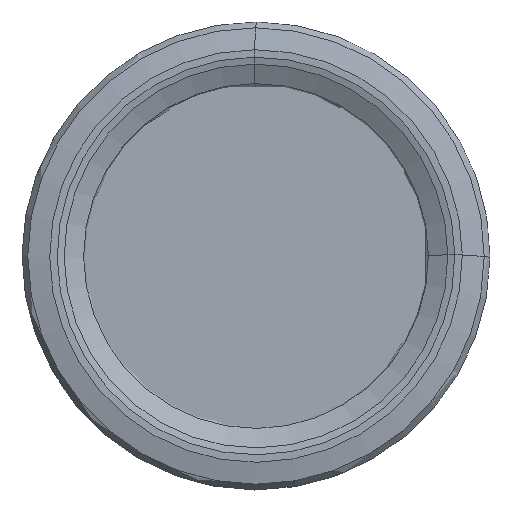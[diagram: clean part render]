
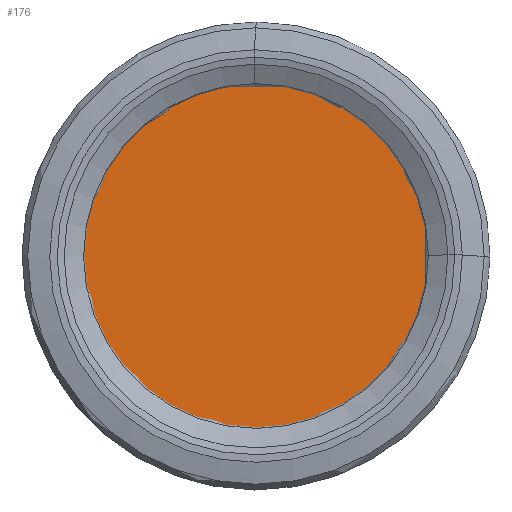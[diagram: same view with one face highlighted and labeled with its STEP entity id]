
A CAD part, left-side view. The second image highlights one B-rep face of the part: STEP entity #176.
In plain terms, the highlighted planar face has unit normal (-1, 0, 0).
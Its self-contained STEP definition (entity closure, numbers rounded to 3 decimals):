
#123=PLANE('',#795);
#176=ADVANCED_FACE('',(#237),#123,.F.);
#237=FACE_OUTER_BOUND('',#311,.T.);
#311=EDGE_LOOP('',(#533));
#369=CIRCLE('',#793,46.776);
#533=ORIENTED_EDGE('',*,*,#667,.T.);
#585=VERTEX_POINT('',#1589);
#667=EDGE_CURVE('',#585,#585,#369,.T.);
#793=AXIS2_PLACEMENT_3D('',#1588,#977,#978);
#795=AXIS2_PLACEMENT_3D('',#1591,#981,#982);
#977=DIRECTION('',(-1.,0.,0.));
#978=DIRECTION('',(0.,0.,1.));
#981=DIRECTION('',(1.,0.,0.));
#982=DIRECTION('',(0.,0.,-1.));
#1588=CARTESIAN_POINT('',(4.,0.,0.));
#1589=CARTESIAN_POINT('',(4.,0.,46.776));
#1591=CARTESIAN_POINT('',(4.,46.776,0.));
